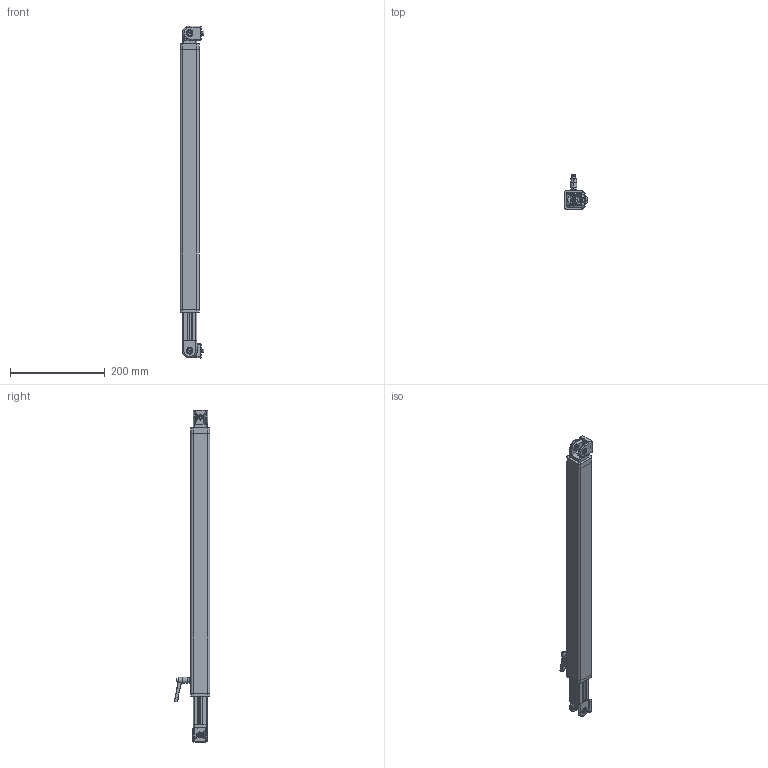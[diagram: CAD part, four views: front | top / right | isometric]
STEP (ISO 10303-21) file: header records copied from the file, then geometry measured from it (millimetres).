
FILE_DESCRIPTION (( 'STEP AP214' ), '1' );
FILE_NAME ('A827 Òåëåñêîïè÷åñêèé áëîê 3040, L=669ìì+500ìì.STEP', '2023-12-20T13:18:16', ( '' ), ( '' ), 'SwSTEP 2.0', 'SolidWorks 2022', '' );
FILE_SCHEMA (( 'AUTOMOTIVE_DESIGN' ));
Length unit declared in the file: millimetre
Products named in the file (12): A827 333H Конструкционный профиль 30х30H_90; Т-Гайка М6, паз 8_00; Винт M6x10 DIN 912_00; Шарнир 30х30, а_00; A827 Тубус_00; Винт с рукояткой М6х12; Винт M5x8 DIN 7991_00; Вставка 30_00; A827 Телескопический блок 3040, L=669мм+500мм; Шайба 6_00; Гайка M5_00; Винт M6x10 ISO 7380_00
Assembly tree (30 placements, depth 2):
  A827 Телескопический блок 3040, L=669мм+500мм
    A827 Тубус_00
    A827 333H Конструкционный профиль 30х30H_90
    Винт M6x10 DIN 912_00  x2
    Винт с рукояткой М6х12
    Гайка M5_00  x4
    Шайба 6_00
    Т-Гайка М6, паз 8_00  x2
    Шарнир 30х30, а_00  x4
    Винт M6x10 ISO 7380_00  x2
    Винт M5x8 DIN 7991_00  x4
    Вставка 30_00  x8
Bounding box: 49.88 x 74.51 x 699.04 mm (x, y, z)
Volume: 524122.7 mm3; surface area: 391610.9 mm2
Topology: 32 solids, 32 shells, 1271 faces, 3117 edges, 1946 vertices
Faces by surface type: plane 711, cylinder 416, cone 86, torus 28, bspline 26, sphere 4
Entity records: 20874 total; most frequent: CARTESIAN_POINT 5598, ORIENTED_EDGE 2872, DIRECTION 2835, EDGE_CURVE 1436, AXIS2_PLACEMENT_3D 967, VERTEX_POINT 913, LINE 901, VECTOR 901
